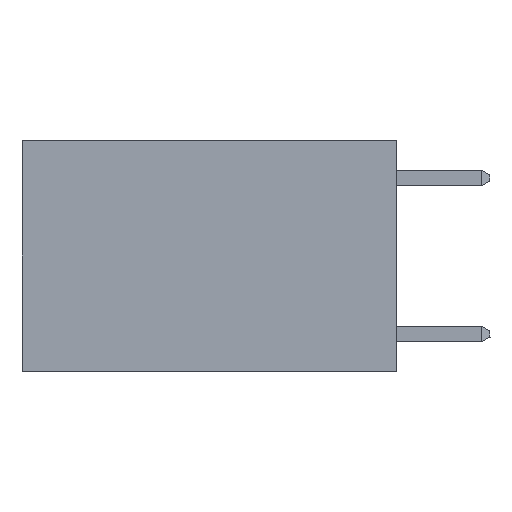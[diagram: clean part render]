
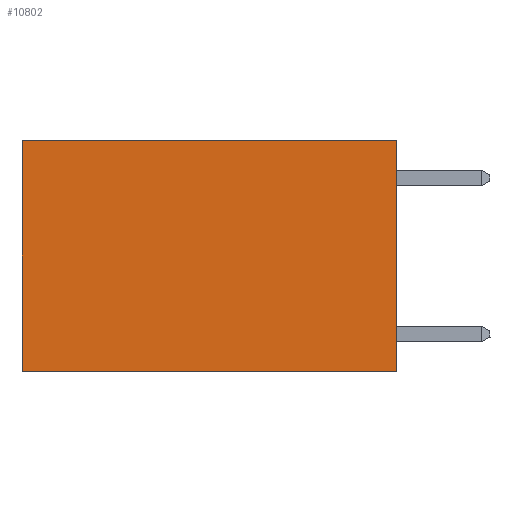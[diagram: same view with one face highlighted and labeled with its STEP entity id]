
A CAD part, left-side view. The second image highlights one B-rep face of the part: STEP entity #10802.
In plain terms, the highlighted planar face has unit normal (-1, 0, 0).
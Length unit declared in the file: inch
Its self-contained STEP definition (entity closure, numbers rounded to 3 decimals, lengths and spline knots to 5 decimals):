
#141 = VECTOR ( 'NONE', #17995, 39.37008 ) ;
#190 = CARTESIAN_POINT ( 'NONE',  ( 0.2625, 0.6, 0. ) ) ;
#247 = CARTESIAN_POINT ( 'NONE',  ( 0.2625, 0., 0. ) ) ;
#779 = CARTESIAN_POINT ( 'NONE',  ( 0.2625, 0., 0. ) ) ;
#914 = ORIENTED_EDGE ( 'NONE', *, *, #6694, .T. ) ;
#1113 = LINE ( 'NONE', #6375, #8286 ) ;
#1193 = EDGE_LOOP ( 'NONE', ( #914, #15081, #10901, #15651 ) ) ;
#2082 = VECTOR ( 'NONE', #8885, 39.37008 ) ;
#4124 = PLANE ( 'NONE',  #9659 ) ;
#5580 = LINE ( 'NONE', #14859, #12621 ) ;
#5630 = VERTEX_POINT ( 'NONE', #6064 ) ;
#5657 = EDGE_CURVE ( 'NONE', #14497, #6864, #6346, .T. ) ;
#6064 = CARTESIAN_POINT ( 'NONE',  ( 0.2625, 0.6, -0.37 ) ) ;
#6346 = LINE ( 'NONE', #247, #2082 ) ;
#6375 = CARTESIAN_POINT ( 'NONE',  ( 0.2625, 0., -0.37 ) ) ;
#6694 = EDGE_CURVE ( 'NONE', #9773, #5630, #16202, .T. ) ;
#6864 = VERTEX_POINT ( 'NONE', #9976 ) ;
#6969 = DIRECTION ( 'NONE',  ( 0., 0., -1. ) ) ;
#7435 = FACE_OUTER_BOUND ( 'NONE', #1193, .T. ) ;
#7792 = DIRECTION ( 'NONE',  ( 0., 1., 0. ) ) ;
#8286 = VECTOR ( 'NONE', #7792, 39.37008 ) ;
#8885 = DIRECTION ( 'NONE',  ( 0., 0., -1. ) ) ;
#9659 = AXIS2_PLACEMENT_3D ( 'NONE', #13970, #15394, #6969 ) ;
#9773 = VERTEX_POINT ( 'NONE', #190 ) ;
#9976 = CARTESIAN_POINT ( 'NONE',  ( 0.2625, 0., -0.37 ) ) ;
#10802 = ADVANCED_FACE ( 'NONE', ( #7435 ), #4124, .F. ) ;
#10901 = ORIENTED_EDGE ( 'NONE', *, *, #5657, .F. ) ;
#11913 = EDGE_CURVE ( 'NONE', #6864, #5630, #1113, .T. ) ;
#12621 = VECTOR ( 'NONE', #16276, 39.37008 ) ;
#13742 = EDGE_CURVE ( 'NONE', #14497, #9773, #5580, .T. ) ;
#13970 = CARTESIAN_POINT ( 'NONE',  ( 0.2625, 0., 0. ) ) ;
#14497 = VERTEX_POINT ( 'NONE', #779 ) ;
#14859 = CARTESIAN_POINT ( 'NONE',  ( 0.2625, 0., 0. ) ) ;
#15081 = ORIENTED_EDGE ( 'NONE', *, *, #11913, .F. ) ;
#15394 = DIRECTION ( 'NONE',  ( 1., 0., 0. ) ) ;
#15651 = ORIENTED_EDGE ( 'NONE', *, *, #13742, .T. ) ;
#16202 = LINE ( 'NONE', #16636, #141 ) ;
#16276 = DIRECTION ( 'NONE',  ( 0., 1., 0. ) ) ;
#16636 = CARTESIAN_POINT ( 'NONE',  ( 0.2625, 0.6, 0. ) ) ;
#17995 = DIRECTION ( 'NONE',  ( 0., 0., -1. ) ) ;
